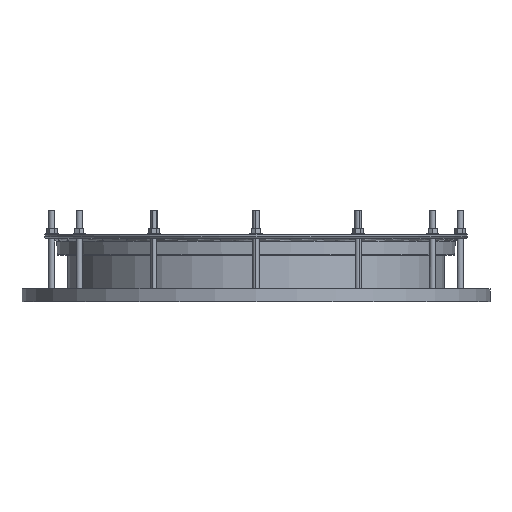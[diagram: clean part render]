
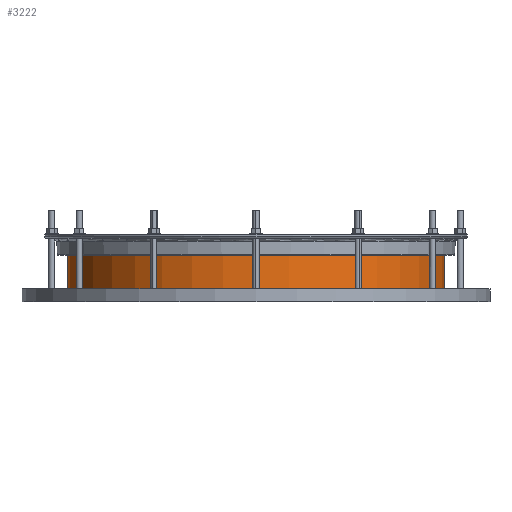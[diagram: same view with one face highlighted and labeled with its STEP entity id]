
A CAD part, front view. The second image highlights one B-rep face of the part: STEP entity #3222.
In plain terms, the highlighted cylindrical face has radius 366.5 mm (diameter 733 mm), a partial arc.
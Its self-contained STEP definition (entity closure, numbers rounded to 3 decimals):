
#129 = FACE_OUTER_BOUND ( 'NONE', #8636, .T. ) ;
#586 = CYLINDRICAL_SURFACE ( 'NONE', #4257, 366.5 ) ;
#747 = CIRCLE ( 'NONE', #4779, 366.5 ) ;
#788 = VECTOR ( 'NONE', #10793, 1000. ) ;
#789 = LINE ( 'NONE', #10795, #788 ) ;
#1001 = CIRCLE ( 'NONE', #4515, 366.5 ) ;
#1136 = VECTOR ( 'NONE', #12160, 1000. ) ;
#1156 = LINE ( 'NONE', #12534, #1136 ) ;
#1400 = VERTEX_POINT ( 'NONE', #10276 ) ;
#1470 = VERTEX_POINT ( 'NONE', #10205 ) ;
#1527 = VERTEX_POINT ( 'NONE', #10572 ) ;
#1566 = VERTEX_POINT ( 'NONE', #10632 ) ;
#3222 = ADVANCED_FACE ( 'NONE', ( #129 ), #586, .T. ) ;
#3902 = EDGE_CURVE ( 'NONE', #1527, #1470, #789, .T. ) ;
#3985 = EDGE_CURVE ( 'NONE', #1527, #1400, #747, .T. ) ;
#4102 = EDGE_CURVE ( 'NONE', #1470, #1566, #1001, .T. ) ;
#4257 = AXIS2_PLACEMENT_3D ( 'NONE', #10054, #10056, #10058 ) ;
#4515 = AXIS2_PLACEMENT_3D ( 'NONE', #7227, #7226, #7225 ) ;
#4630 = EDGE_CURVE ( 'NONE', #1400, #1566, #1156, .T. ) ;
#4779 = AXIS2_PLACEMENT_3D ( 'NONE', #7882, #7881, #7880 ) ;
#7225 = DIRECTION ( 'NONE',  ( 1., 0., 0. ) ) ;
#7226 = DIRECTION ( 'NONE',  ( 0., 0., 1. ) ) ;
#7227 = CARTESIAN_POINT ( 'NONE',  ( 0., 0., 25. ) ) ;
#7880 = DIRECTION ( 'NONE',  ( 1., 0., 0. ) ) ;
#7881 = DIRECTION ( 'NONE',  ( 0., 0., 1. ) ) ;
#7882 = CARTESIAN_POINT ( 'NONE',  ( 0., 0., 90. ) ) ;
#8636 = EDGE_LOOP ( 'NONE', ( #11682, #11654, #11375, #11573 ) ) ;
#10054 = CARTESIAN_POINT ( 'NONE',  ( 0., 0., 100. ) ) ;
#10056 = DIRECTION ( 'NONE',  ( 0., 0., -1. ) ) ;
#10058 = DIRECTION ( 'NONE',  ( -1., 0., 0. ) ) ;
#10205 = CARTESIAN_POINT ( 'NONE',  ( -366.5, 0., 25. ) ) ;
#10276 = CARTESIAN_POINT ( 'NONE',  ( 366.5, 0., 90. ) ) ;
#10572 = CARTESIAN_POINT ( 'NONE',  ( -366.5, 0., 90. ) ) ;
#10632 = CARTESIAN_POINT ( 'NONE',  ( 366.5, 0., 25. ) ) ;
#10793 = DIRECTION ( 'NONE',  ( 0., 0., -1. ) ) ;
#10795 = CARTESIAN_POINT ( 'NONE',  ( -366.5, 0., 100. ) ) ;
#11375 = ORIENTED_EDGE ( 'NONE', *, *, #3902, .T. ) ;
#11573 = ORIENTED_EDGE ( 'NONE', *, *, #4102, .T. ) ;
#11654 = ORIENTED_EDGE ( 'NONE', *, *, #3985, .F. ) ;
#11682 = ORIENTED_EDGE ( 'NONE', *, *, #4630, .F. ) ;
#12160 = DIRECTION ( 'NONE',  ( 0., 0., -1. ) ) ;
#12534 = CARTESIAN_POINT ( 'NONE',  ( 366.5, 0., 100. ) ) ;
